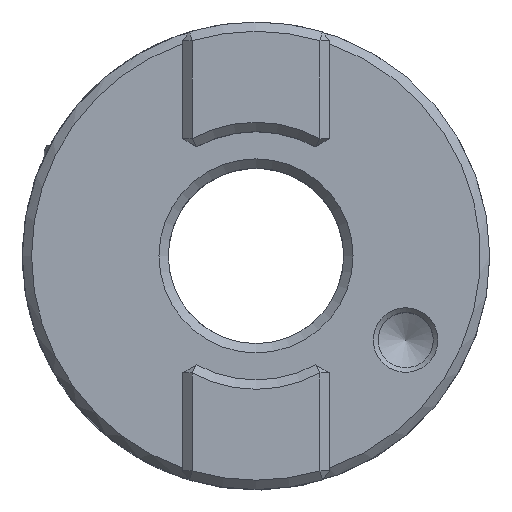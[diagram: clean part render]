
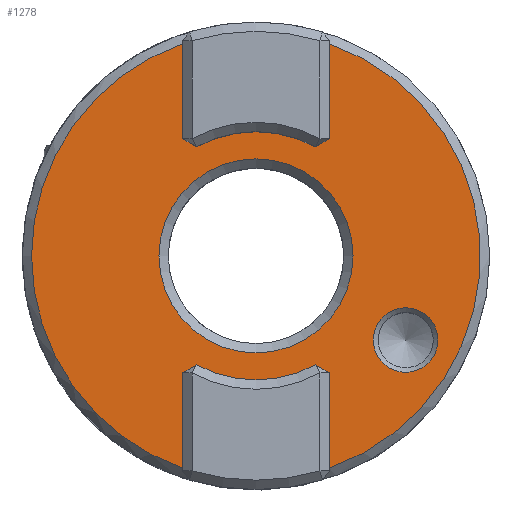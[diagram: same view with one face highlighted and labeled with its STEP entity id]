
A CAD part, top view. The second image highlights one B-rep face of the part: STEP entity #1278.
In plain terms, the highlighted planar face has unit normal (0, 0, 1).
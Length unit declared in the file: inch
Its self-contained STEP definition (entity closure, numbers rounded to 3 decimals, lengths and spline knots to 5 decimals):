
#75=FACE_BOUND('',#241,.T.);
#76=FACE_BOUND('',#242,.T.);
#97=CIRCLE('',#1368,0.48);
#99=CIRCLE('',#1370,0.48);
#101=CIRCLE('',#1373,0.2655);
#102=CIRCLE('',#1374,0.2655);
#103=CIRCLE('',#1375,0.06905);
#104=CIRCLE('',#1376,0.2075);
#152=FACE_OUTER_BOUND('',#240,.T.);
#240=EDGE_LOOP('',(#859,#860,#861,#862,#863,#864,#865,#866,#867,#868,#869,
#870));
#241=EDGE_LOOP('',(#871));
#242=EDGE_LOOP('',(#872));
#340=LINE('',#2002,#438);
#341=LINE('',#2004,#439);
#342=LINE('',#2008,#440);
#343=LINE('',#2009,#441);
#344=LINE('',#2011,#442);
#345=LINE('',#2013,#443);
#346=LINE('',#2017,#444);
#347=LINE('',#2018,#445);
#438=VECTOR('',#1555,0.20308);
#439=VECTOR('',#1556,0.0344);
#440=VECTOR('',#1559,0.0344);
#441=VECTOR('',#1560,0.20306);
#442=VECTOR('',#1561,0.20306);
#443=VECTOR('',#1562,0.0344);
#444=VECTOR('',#1565,0.0344);
#445=VECTOR('',#1566,0.20308);
#543=VERTEX_POINT('',#1992);
#544=VERTEX_POINT('',#1993);
#545=VERTEX_POINT('',#1995);
#546=VERTEX_POINT('',#1997);
#547=VERTEX_POINT('',#2001);
#548=VERTEX_POINT('',#2003);
#549=VERTEX_POINT('',#2005);
#550=VERTEX_POINT('',#2007);
#551=VERTEX_POINT('',#2010);
#552=VERTEX_POINT('',#2012);
#553=VERTEX_POINT('',#2014);
#554=VERTEX_POINT('',#2016);
#555=VERTEX_POINT('',#2019);
#556=VERTEX_POINT('',#2021);
#660=EDGE_CURVE('',#543,#544,#97,.T.);
#662=EDGE_CURVE('',#546,#545,#99,.T.);
#664=EDGE_CURVE('',#544,#547,#340,.T.);
#665=EDGE_CURVE('',#547,#548,#341,.T.);
#666=EDGE_CURVE('',#548,#549,#101,.T.);
#667=EDGE_CURVE('',#549,#550,#342,.T.);
#668=EDGE_CURVE('',#550,#546,#343,.T.);
#669=EDGE_CURVE('',#551,#545,#344,.T.);
#670=EDGE_CURVE('',#551,#552,#345,.T.);
#671=EDGE_CURVE('',#552,#553,#102,.T.);
#672=EDGE_CURVE('',#553,#554,#346,.T.);
#673=EDGE_CURVE('',#543,#554,#347,.T.);
#674=EDGE_CURVE('',#555,#555,#103,.T.);
#675=EDGE_CURVE('',#556,#556,#104,.T.);
#859=ORIENTED_EDGE('',*,*,#660,.T.);
#860=ORIENTED_EDGE('',*,*,#664,.T.);
#861=ORIENTED_EDGE('',*,*,#665,.T.);
#862=ORIENTED_EDGE('',*,*,#666,.T.);
#863=ORIENTED_EDGE('',*,*,#667,.T.);
#864=ORIENTED_EDGE('',*,*,#668,.T.);
#865=ORIENTED_EDGE('',*,*,#662,.T.);
#866=ORIENTED_EDGE('',*,*,#669,.F.);
#867=ORIENTED_EDGE('',*,*,#670,.T.);
#868=ORIENTED_EDGE('',*,*,#671,.T.);
#869=ORIENTED_EDGE('',*,*,#672,.T.);
#870=ORIENTED_EDGE('',*,*,#673,.F.);
#871=ORIENTED_EDGE('',*,*,#674,.T.);
#872=ORIENTED_EDGE('',*,*,#675,.T.);
#1144=PLANE('',#1372);
#1278=ADVANCED_FACE('',(#152,#75,#76),#1144,.T.);
#1368=AXIS2_PLACEMENT_3D('',#1994,#1545,#1546);
#1370=AXIS2_PLACEMENT_3D('',#1998,#1549,#1550);
#1372=AXIS2_PLACEMENT_3D('',#2000,#1553,#1554);
#1373=AXIS2_PLACEMENT_3D('',#2006,#1557,#1558);
#1374=AXIS2_PLACEMENT_3D('',#2015,#1563,#1564);
#1375=AXIS2_PLACEMENT_3D('',#2020,#1567,#1568);
#1376=AXIS2_PLACEMENT_3D('',#2022,#1569,#1570);
#1545=DIRECTION('center_axis',(0.,0.,1.));
#1546=DIRECTION('ref_axis',(0.327,-0.945,0.));
#1549=DIRECTION('center_axis',(0.,0.,1.));
#1550=DIRECTION('ref_axis',(-0.326,0.945,0.));
#1553=DIRECTION('center_axis',(0.,0.,1.));
#1554=DIRECTION('ref_axis',(1.,0.,0.));
#1555=DIRECTION('',(0.,-1.,0.));
#1556=DIRECTION('',(-0.86,-0.51,0.));
#1557=DIRECTION('center_axis',(0.,0.,1.));
#1558=DIRECTION('ref_axis',(0.479,0.878,0.));
#1559=DIRECTION('',(-0.86,0.51,0.));
#1560=DIRECTION('',(0.,1.,0.));
#1561=DIRECTION('',(0.,-1.,0.));
#1562=DIRECTION('',(0.86,0.51,0.));
#1563=DIRECTION('center_axis',(0.,0.,1.));
#1564=DIRECTION('ref_axis',(-0.479,-0.878,0.));
#1565=DIRECTION('',(0.86,-0.51,0.));
#1566=DIRECTION('',(0.,1.,0.));
#1567=DIRECTION('center_axis',(0.,0.,-1.));
#1568=DIRECTION('ref_axis',(-1.,0.,0.));
#1569=DIRECTION('center_axis',(0.,0.,-1.));
#1570=DIRECTION('ref_axis',(-1.,0.,0.));
#1992=CARTESIAN_POINT('',(0.1568,-0.45367,0.467));
#1993=CARTESIAN_POINT('',(0.1568,0.45367,0.467));
#1994=CARTESIAN_POINT('Origin',(0.,0.,0.467));
#1995=CARTESIAN_POINT('',(-0.1567,-0.4537,0.467));
#1997=CARTESIAN_POINT('',(-0.1567,0.4537,0.467));
#1998=CARTESIAN_POINT('Origin',(0.,0.,0.467));
#2000=CARTESIAN_POINT('Origin',(0.,0.,0.467));
#2001=CARTESIAN_POINT('',(0.1568,0.25059,0.467));
#2002=CARTESIAN_POINT('',(0.1568,0.45367,0.467));
#2003=CARTESIAN_POINT('',(0.12722,0.23304,0.467));
#2004=CARTESIAN_POINT('',(0.1568,0.25059,0.467));
#2005=CARTESIAN_POINT('',(-0.12712,0.23309,0.467));
#2006=CARTESIAN_POINT('Origin',(0.,0.,0.467));
#2007=CARTESIAN_POINT('',(-0.1567,0.25065,0.467));
#2008=CARTESIAN_POINT('',(-0.12712,0.23309,0.467));
#2009=CARTESIAN_POINT('',(-0.1567,0.25065,0.467));
#2010=CARTESIAN_POINT('',(-0.1567,-0.25065,0.467));
#2011=CARTESIAN_POINT('',(-0.1567,-0.25065,0.467));
#2012=CARTESIAN_POINT('',(-0.12712,-0.23309,0.467));
#2013=CARTESIAN_POINT('',(-0.1567,-0.25065,0.467));
#2014=CARTESIAN_POINT('',(0.12722,-0.23304,0.467));
#2015=CARTESIAN_POINT('Origin',(0.,0.,0.467));
#2016=CARTESIAN_POINT('',(0.1568,-0.25059,0.467));
#2017=CARTESIAN_POINT('',(0.12722,-0.23304,0.467));
#2018=CARTESIAN_POINT('',(0.1568,-0.45367,0.467));
#2019=CARTESIAN_POINT('',(0.25095,-0.18,0.467));
#2020=CARTESIAN_POINT('Origin',(0.32,-0.18,0.467));
#2021=CARTESIAN_POINT('',(-0.2075,0.,0.467));
#2022=CARTESIAN_POINT('Origin',(0.,0.,0.467));
